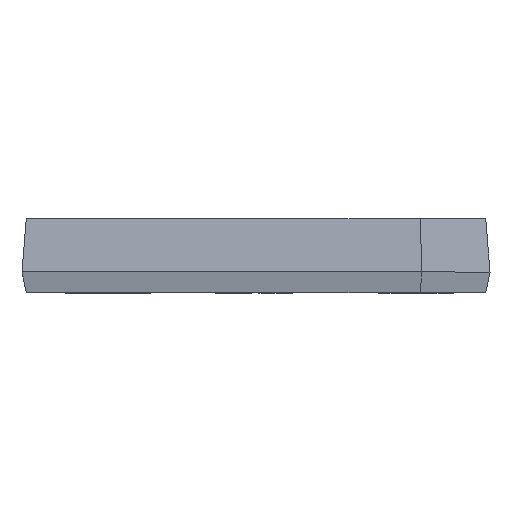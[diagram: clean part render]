
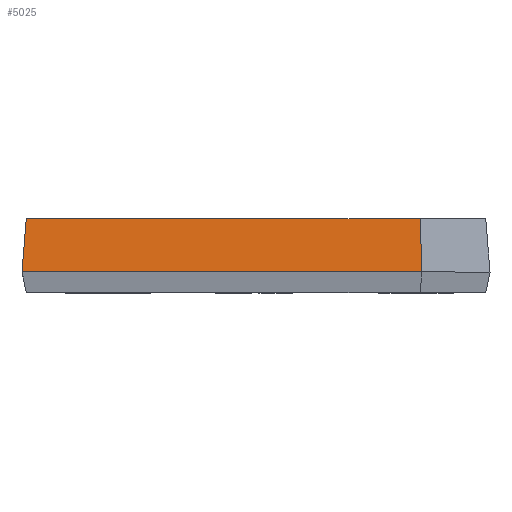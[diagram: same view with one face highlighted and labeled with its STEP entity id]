
A CAD part, top view. The second image highlights one B-rep face of the part: STEP entity #5025.
In plain terms, the highlighted planar face has unit normal (0, 0.08, 0.997).
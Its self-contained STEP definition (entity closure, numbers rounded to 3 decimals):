
#335=DIRECTION('',(0.033,-0.996,0.08));
#336=VECTOR('',#335,2.509);
#337=CARTESIAN_POINT('',(7.717,1.725,18.5));
#338=LINE('',#337,#336);
#355=DIRECTION('',(-1.,0.,0.));
#356=VECTOR('',#355,18.517);
#357=CARTESIAN_POINT('',(7.717,1.725,18.5));
#358=LINE('',#357,#356);
#1086=DIRECTION('',(-1.,0.,0.));
#1087=VECTOR('',#1086,18.8);
#1088=CARTESIAN_POINT('',(7.8,-0.775,18.7));
#1089=LINE('',#1088,#1087);
#1090=DIRECTION('',(-0.079,-0.994,0.079));
#1091=VECTOR('',#1090,2.516);
#1092=CARTESIAN_POINT('',(-10.8,1.725,18.5));
#1093=LINE('',#1092,#1091);
#3421=CARTESIAN_POINT('',(-11.,-0.775,18.7));
#3423=VERTEX_POINT('',#3421);
#3425=CARTESIAN_POINT('',(-10.8,1.725,18.5));
#3427=VERTEX_POINT('',#3425);
#3437=CARTESIAN_POINT('',(7.717,1.725,18.5));
#3438=VERTEX_POINT('',#3437);
#3439=CARTESIAN_POINT('',(7.8,-0.775,18.7));
#3440=VERTEX_POINT('',#3439);
#5014=CARTESIAN_POINT('',(-1.6,0.475,18.6));
#5015=DIRECTION('',(0.,0.08,0.997));
#5016=DIRECTION('',(0.,0.997,-0.08));
#5017=AXIS2_PLACEMENT_3D('',#5014,#5015,#5016);
#5018=PLANE('',#5017);
#5019=ORIENTED_EDGE('',*,*,#4535,.F.);
#5020=ORIENTED_EDGE('',*,*,#4511,.T.);
#5021=ORIENTED_EDGE('',*,*,#4999,.T.);
#5022=ORIENTED_EDGE('',*,*,#4961,.F.);
#5023=EDGE_LOOP('',(#5019,#5020,#5021,#5022));
#5024=FACE_OUTER_BOUND('',#5023,.F.);
#4511=EDGE_CURVE('',#3438,#3440,#338,.T.);
#4535=EDGE_CURVE('',#3438,#3427,#358,.T.);
#4961=EDGE_CURVE('',#3427,#3423,#1093,.T.);
#4999=EDGE_CURVE('',#3440,#3423,#1089,.T.);
#5025=ADVANCED_FACE('',(#5024),#5018,.T.);
